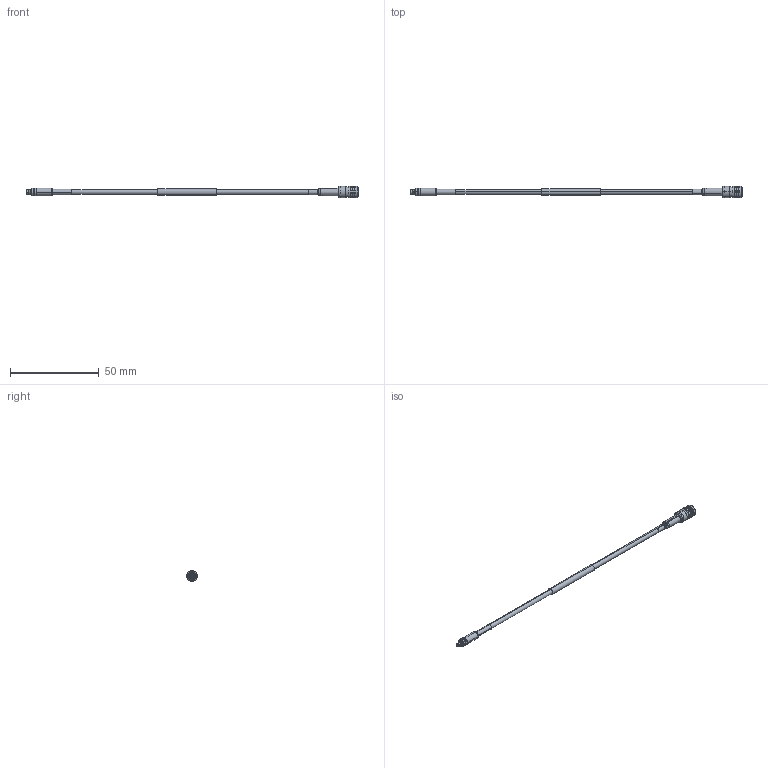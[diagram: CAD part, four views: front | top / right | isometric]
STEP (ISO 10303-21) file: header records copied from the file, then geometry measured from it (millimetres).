
FILE_DESCRIPTION (( 'STEP AP214' ), '1' );
FILE_NAME ('FMC01010_3D.step', '2023-02-23T03:18:01', ( '' ), ( '' ), 'SwSTEP 2.0', 'SolidWorks 2022', '' );
FILE_SCHEMA (( 'AUTOMOTIVE_DESIGN' ));
Length unit declared in the file: inch
Products named in the file (6): SC9513_NO Knurling; heat shrink conn 1^FMC01010_conn 1; LMR-100A-UF^FMC01010; FMC01010_3D; SC8841; heat shrink^FMC01010_shrunk
Assembly tree (5 placements, depth 2):
  FMC01010_3D
    LMR-100A-UF^FMC01010
    SC9513_NO Knurling
    heat shrink conn 1^FMC01010_conn 1
    SC8841
    heat shrink^FMC01010_shrunk
Bounding box: 186.97 x 6.5 x 6.5 mm (x, y, z)
Volume: 1594.2 mm3; surface area: 3991 mm2
Topology: 8 solids, 8 shells, 209 faces, 446 edges, 272 vertices
Faces by surface type: cylinder 80, plane 61, torus 34, cone 26, bspline 8
Entity records: 6322 total; most frequent: CARTESIAN_POINT 1169, DIRECTION 1115, ORIENTED_EDGE 892, AXIS2_PLACEMENT_3D 478, EDGE_CURVE 446, VERTEX_POINT 272, CIRCLE 269, EDGE_LOOP 236
